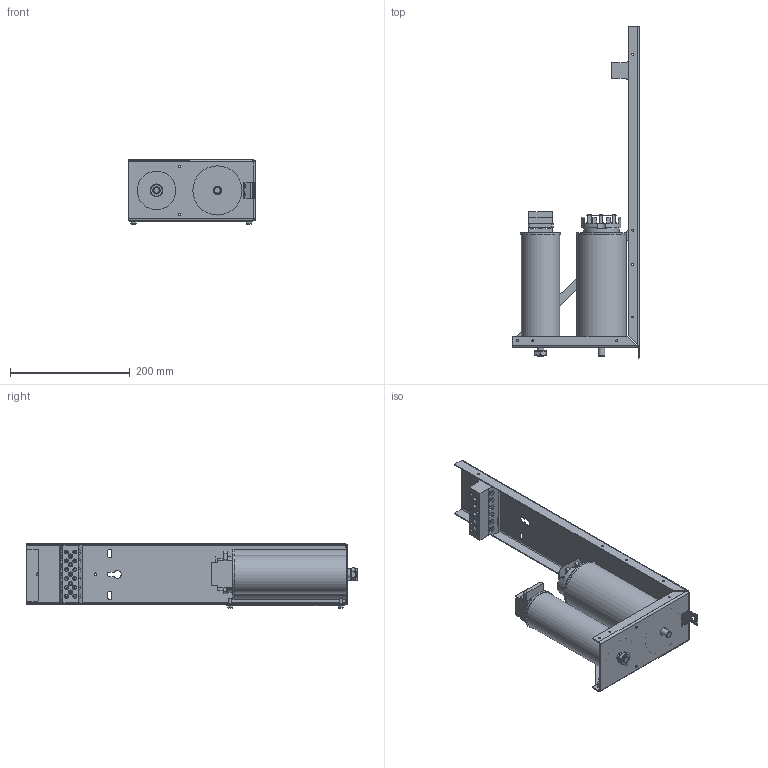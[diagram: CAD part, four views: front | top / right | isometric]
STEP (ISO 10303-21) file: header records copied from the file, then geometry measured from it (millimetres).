
FILE_DESCRIPTION(/* description */ (''),/* implementation_level */ '2;1');
FILE_NAME(/* name */ 'KPCUL015C64.stp',/* time_stamp */ '2020-06-29T15:12:55-05:00',/* author */ ('jnelson'),/* organization */ (''),/* preprocessor_version */ 'ST-DEVELOPER v17',/* originating_system */ 'Autodesk Inventor 2019',/* authorisation */ '');
FILE_SCHEMA (('AUTOMOTIVE_DESIGN { 1 0 10303 214 3 1 1 }'));
Length unit declared in the file: inch
Products named in the file (15): KPCUL015C64; MASTER 600V  ASSEMBLY 2 CAPS HOLE TRAY CURTIS BLOCK; 27943; 27791-A; 27938; 27937; 2555; 25441; 23837; 19324; 28568; 28567-Better; 28567-A; 95060A411_TYPE 18-8 SS EXTERNAL-TOOTH LOCK WASHER M12; 90695A115_CLASS 04 STEEL THIN HEX NUT - DIN 439B M12
Assembly tree (17 placements, depth 3):
  KPCUL015C64
    MASTER 600V  ASSEMBLY 2 CAPS HOLE TRAY CURTIS BLOCK
      27943
      27791-A
      27938  x2
      27937
      2555  x2
      25441  x2
      23837
      19324
    28568
    28567-Better
      28567-A
      95060A411_TYPE 18-8 SS EXTERNAL-TOOTH LOCK WASHER M12
      90695A115_CLASS 04 STEEL THIN HEX NUT - DIN 439B M12
Bounding box: 211.84 x 553.72 x 106.87 mm (x, y, z)
Volume: 1970112.1 mm3; surface area: 399333 mm2
Topology: 38 solids, 38 shells, 1132 faces, 2930 edges, 1910 vertices
Faces by surface type: plane 769, cylinder 249, bspline 74, torus 24, cone 16
Full cylindrical faces by diameter (mm): 2.794 x3, 3.251 x12, 3.556 x9, 3.683 x2, 3.962 x5, 4.597 x2, 4.724 x2, 4.801 x4, 4.898 x5, 5.08 x18, 5.083 x1, 6.124 x5, 6.35 x5, 6.375 x12, 6.379 x1, 7.341 x5, 8.128 x3, 9.727 x1, 10.922 x2, 12 x2, 12.7 x2, 13 x1, 14.224 x2, 59.69 x1, 64.008 x2, 67.102 x1, 80.33 x1, 82.042 x1
Entity records: 35499 total; most frequent: CARTESIAN_POINT 8010, ORIENTED_EDGE 5560, DIRECTION 5420, EDGE_CURVE 2780, LINE 1938, VECTOR 1938, VERTEX_POINT 1818, AXIS2_PLACEMENT_3D 1741
